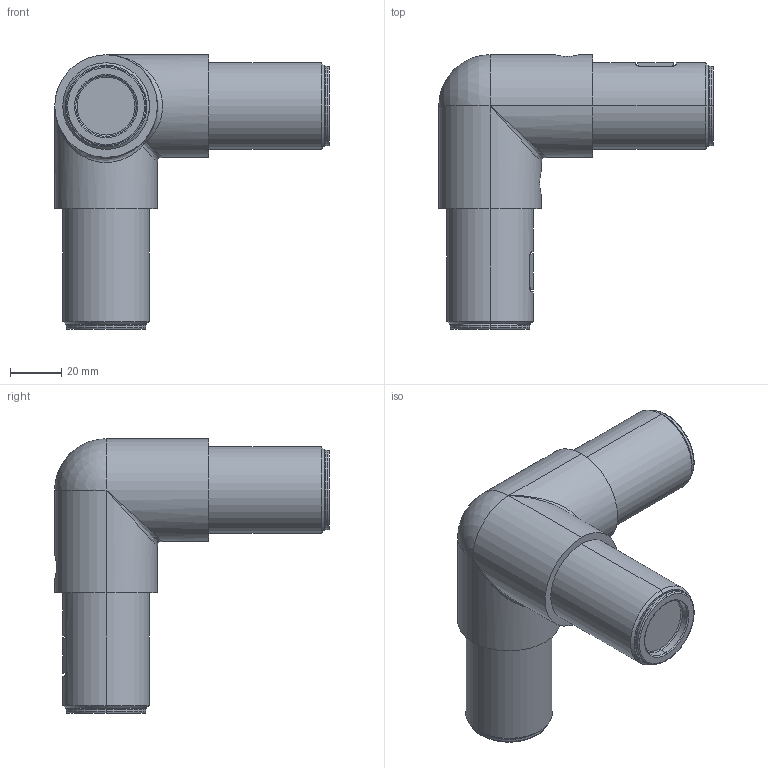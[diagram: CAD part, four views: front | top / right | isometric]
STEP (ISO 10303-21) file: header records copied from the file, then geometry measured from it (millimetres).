
FILE_DESCRIPTION (( 'STEP AP214' ), '1' );
FILE_NAME ('AL-SPS.JC40.A90L.STEP', '2024-03-18T06:51:44', ( '' ), ( '' ), 'SwSTEP 2.0', 'SolidWorks 2021', '' );
FILE_SCHEMA (( 'AUTOMOTIVE_DESIGN' ));
Length unit declared in the file: millimetre
Products named in the file (1): AL-SPS.JC40.A90L
Bounding box: 107 x 107 x 107 mm (x, y, z)
Surface area: 34642.8 mm2 (no closed solid volume)
Topology: 0 solids, 10 shells, 163 faces, 429 edges, 279 vertices
Faces by surface type: plane 66, cylinder 54, torus 24, bspline 9, cone 8, sphere 2
Entity records: 11768 total; most frequent: CARTESIAN_POINT 6185, DIRECTION 760, ORIENTED_EDGE 742, EDGE_CURVE 425, VERTEX_POINT 279, AXIS2_PLACEMENT_3D 277, VECTOR 206, LINE 206
